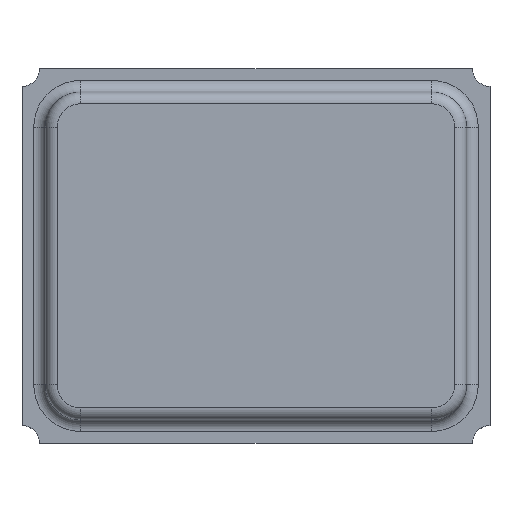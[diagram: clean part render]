
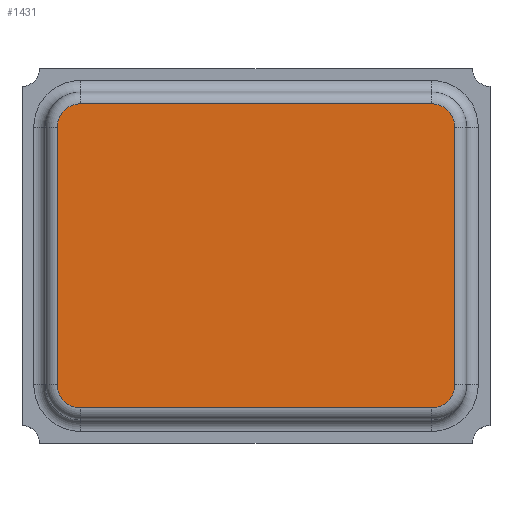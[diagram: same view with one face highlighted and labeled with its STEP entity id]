
A CAD part, top view. The second image highlights one B-rep face of the part: STEP entity #1431.
In plain terms, the highlighted planar face has unit normal (0, 0, 1).
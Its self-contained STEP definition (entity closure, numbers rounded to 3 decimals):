
#28=CIRCLE('',#1532,0.1);
#30=CIRCLE('',#1536,0.1);
#32=CIRCLE('',#1540,0.1);
#34=CIRCLE('',#1544,0.1);
#135=FACE_OUTER_BOUND('',#223,.T.);
#223=EDGE_LOOP('',(#951,#952,#953,#954,#955,#956,#957,#958));
#306=LINE('',#2146,#445);
#310=LINE('',#2158,#449);
#314=LINE('',#2170,#453);
#318=LINE('',#2182,#457);
#445=VECTOR('',#1691,10.);
#449=VECTOR('',#1703,10.);
#453=VECTOR('',#1715,10.);
#457=VECTOR('',#1727,10.);
#584=VERTEX_POINT('',#2143);
#585=VERTEX_POINT('',#2145);
#587=VERTEX_POINT('',#2151);
#589=VERTEX_POINT('',#2157);
#591=VERTEX_POINT('',#2163);
#593=VERTEX_POINT('',#2169);
#595=VERTEX_POINT('',#2175);
#597=VERTEX_POINT('',#2181);
#714=EDGE_CURVE('',#585,#584,#306,.T.);
#717=EDGE_CURVE('',#587,#585,#28,.T.);
#720=EDGE_CURVE('',#589,#587,#310,.T.);
#723=EDGE_CURVE('',#591,#589,#30,.T.);
#726=EDGE_CURVE('',#593,#591,#314,.T.);
#729=EDGE_CURVE('',#595,#593,#32,.T.);
#732=EDGE_CURVE('',#597,#595,#318,.T.);
#735=EDGE_CURVE('',#584,#597,#34,.T.);
#951=ORIENTED_EDGE('',*,*,#735,.T.);
#952=ORIENTED_EDGE('',*,*,#732,.T.);
#953=ORIENTED_EDGE('',*,*,#729,.T.);
#954=ORIENTED_EDGE('',*,*,#726,.T.);
#955=ORIENTED_EDGE('',*,*,#723,.T.);
#956=ORIENTED_EDGE('',*,*,#720,.T.);
#957=ORIENTED_EDGE('',*,*,#717,.T.);
#958=ORIENTED_EDGE('',*,*,#714,.T.);
#1337=PLANE('',#1545);
#1431=ADVANCED_FACE('',(#135),#1337,.T.);
#1532=AXIS2_PLACEMENT_3D('',#2152,#1697,#1698);
#1536=AXIS2_PLACEMENT_3D('',#2164,#1709,#1710);
#1540=AXIS2_PLACEMENT_3D('',#2176,#1721,#1722);
#1544=AXIS2_PLACEMENT_3D('',#2186,#1733,#1734);
#1545=AXIS2_PLACEMENT_3D('',#2187,#1735,#1736);
#1691=DIRECTION('',(-1.,0.,0.));
#1697=DIRECTION('center_axis',(0.,0.,1.));
#1698=DIRECTION('ref_axis',(0.707,0.707,0.));
#1703=DIRECTION('',(0.,1.,0.));
#1709=DIRECTION('center_axis',(0.,0.,1.));
#1710=DIRECTION('ref_axis',(0.707,-0.707,0.));
#1715=DIRECTION('',(1.,0.,0.));
#1721=DIRECTION('center_axis',(0.,0.,1.));
#1722=DIRECTION('ref_axis',(-0.707,-0.707,0.));
#1727=DIRECTION('',(0.,-1.,0.));
#1733=DIRECTION('center_axis',(0.,0.,1.));
#1734=DIRECTION('ref_axis',(-0.707,0.707,0.));
#1735=DIRECTION('center_axis',(0.,0.,1.));
#1736=DIRECTION('ref_axis',(1.,0.,0.));
#2143=CARTESIAN_POINT('',(-0.75,0.65,0.38));
#2145=CARTESIAN_POINT('',(0.75,0.65,0.38));
#2146=CARTESIAN_POINT('',(0.45,0.65,0.38));
#2151=CARTESIAN_POINT('',(0.85,0.55,0.38));
#2152=CARTESIAN_POINT('Origin',(0.75,0.55,0.38));
#2157=CARTESIAN_POINT('',(0.85,-0.55,0.38));
#2158=CARTESIAN_POINT('',(0.85,-0.35,0.38));
#2163=CARTESIAN_POINT('',(0.75,-0.65,0.38));
#2164=CARTESIAN_POINT('Origin',(0.75,-0.55,0.38));
#2169=CARTESIAN_POINT('',(-0.75,-0.65,0.38));
#2170=CARTESIAN_POINT('',(-0.45,-0.65,0.38));
#2175=CARTESIAN_POINT('',(-0.85,-0.55,0.38));
#2176=CARTESIAN_POINT('Origin',(-0.75,-0.55,0.38));
#2181=CARTESIAN_POINT('',(-0.85,0.55,0.38));
#2182=CARTESIAN_POINT('',(-0.85,0.35,0.38));
#2186=CARTESIAN_POINT('Origin',(-0.75,0.55,0.38));
#2187=CARTESIAN_POINT('Origin',(0.,0.,0.38));
